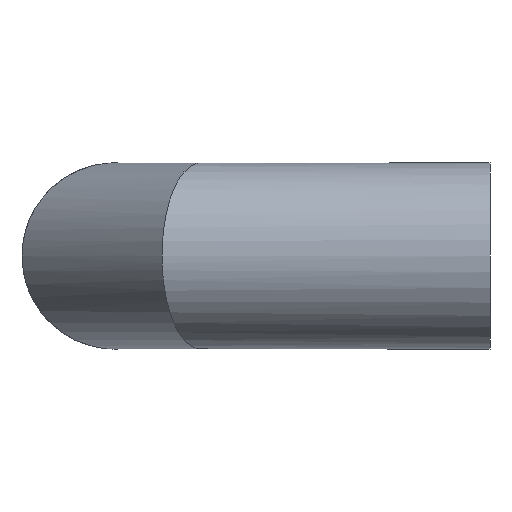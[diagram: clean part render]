
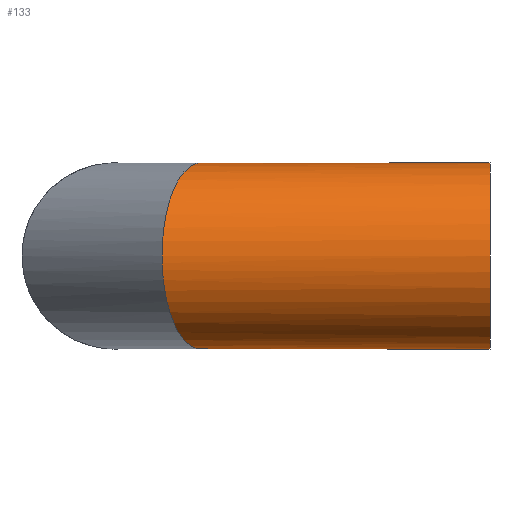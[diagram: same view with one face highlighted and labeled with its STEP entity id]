
A CAD part, left-side view. The second image highlights one B-rep face of the part: STEP entity #133.
In plain terms, the highlighted cylindrical face has radius 44.958 mm (diameter 89.916 mm), a full revolution.
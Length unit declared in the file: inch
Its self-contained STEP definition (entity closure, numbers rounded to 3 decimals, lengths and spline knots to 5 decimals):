
#13 = CARTESIAN_POINT ( 'NONE',  ( 1.77, 4.76684, 0. ) ) ;
#24 = VERTEX_POINT ( 'NONE', #263 ) ;
#42 = CARTESIAN_POINT ( 'NONE',  ( -1.77, 6.23316, 3.54 ) ) ;
#53 = AXIS2_PLACEMENT_3D ( 'NONE', #208, #172, #357 ) ;
#64 =( BOUNDED_CURVE ( )  B_SPLINE_CURVE ( 3, ( #279, #250, #80, #247, #42, #209, #13 ),
 .UNSPECIFIED., .T., .T. ) 
 B_SPLINE_CURVE_WITH_KNOTS ( ( 4, 3, 4 ),
 ( 0., 3.14159, 6.28319 ),
 .UNSPECIFIED. ) 
 CURVE ( )  GEOMETRIC_REPRESENTATION_ITEM ( )  RATIONAL_B_SPLINE_CURVE ( ( 1., 0.333, 0.333, 1., 0.333, 0.333, 1. ) ) 
 REPRESENTATION_ITEM ( '' )  );
#80 = CARTESIAN_POINT ( 'NONE',  ( -1.77, 6.23316, -3.54 ) ) ;
#106 = ORIENTED_EDGE ( 'NONE', *, *, #210, .F. ) ;
#123 = CYLINDRICAL_SURFACE ( 'NONE', #53, 1.77 ) ;
#130 = CARTESIAN_POINT ( 'NONE',  ( 0., 0., 1.77 ) ) ;
#133 = ADVANCED_FACE ( 'NONE', ( #370, #289 ), #123, .T. ) ;
#143 = AXIS2_PLACEMENT_3D ( 'NONE', #384, #415, #206 ) ;
#172 = DIRECTION ( 'NONE',  ( 0., -1., 0. ) ) ;
#197 = VERTEX_POINT ( 'NONE', #130 ) ;
#206 = DIRECTION ( 'NONE',  ( 0., 0., 1. ) ) ;
#208 = CARTESIAN_POINT ( 'NONE',  ( 0., 10.50632, 0. ) ) ;
#209 = CARTESIAN_POINT ( 'NONE',  ( 1.77, 4.76684, 3.54 ) ) ;
#210 = EDGE_CURVE ( 'NONE', #24, #24, #64, .T. ) ;
#236 = EDGE_CURVE ( 'NONE', #197, #197, #274, .T. ) ;
#247 = CARTESIAN_POINT ( 'NONE',  ( -1.77, 6.23316, 0. ) ) ;
#250 = CARTESIAN_POINT ( 'NONE',  ( 1.77, 4.76684, -3.54 ) ) ;
#252 = EDGE_LOOP ( 'NONE', ( #106 ) ) ;
#263 = CARTESIAN_POINT ( 'NONE',  ( 1.77, 4.76684, 0. ) ) ;
#271 = ORIENTED_EDGE ( 'NONE', *, *, #236, .T. ) ;
#274 = CIRCLE ( 'NONE', #143, 1.77 ) ;
#279 = CARTESIAN_POINT ( 'NONE',  ( 1.77, 4.76684, 0. ) ) ;
#289 = FACE_OUTER_BOUND ( 'NONE', #252, .T. ) ;
#357 = DIRECTION ( 'NONE',  ( 0., 0., -1. ) ) ;
#370 = FACE_OUTER_BOUND ( 'NONE', #426, .T. ) ;
#384 = CARTESIAN_POINT ( 'NONE',  ( 0., 0., 0. ) ) ;
#415 = DIRECTION ( 'NONE',  ( 0., 1., 0. ) ) ;
#426 = EDGE_LOOP ( 'NONE', ( #271 ) ) ;
